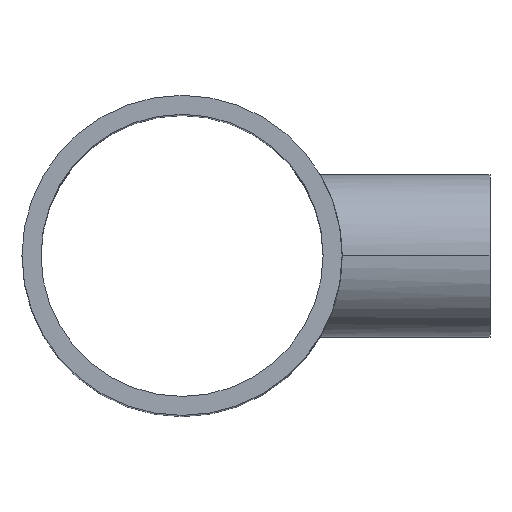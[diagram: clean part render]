
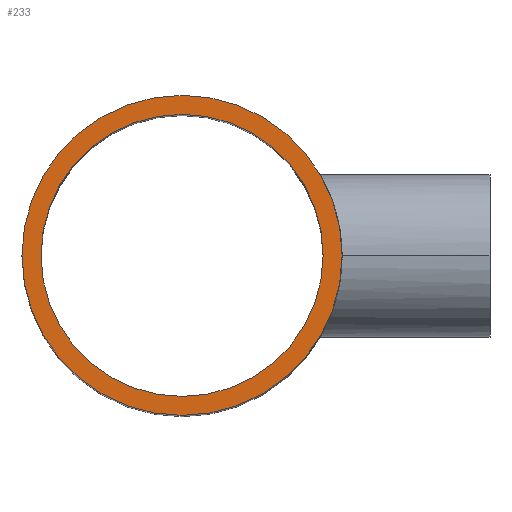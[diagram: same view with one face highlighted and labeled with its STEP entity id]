
A CAD part, top view. The second image highlights one B-rep face of the part: STEP entity #233.
In plain terms, the highlighted planar face has unit normal (0, 0, 1).
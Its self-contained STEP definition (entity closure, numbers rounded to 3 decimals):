
#1 = PLANE ( 'NONE',  #720 ) ;
#16 = AXIS2_PLACEMENT_3D ( 'NONE', #335, #559, #339 ) ;
#36 = ORIENTED_EDGE ( 'NONE', *, *, #324, .T. ) ;
#40 = EDGE_LOOP ( 'NONE', ( #486, #147 ) ) ;
#64 = EDGE_CURVE ( 'NONE', #481, #260, #414, .T. ) ;
#99 = CARTESIAN_POINT ( 'NONE',  ( 0., 0., 356. ) ) ;
#100 = AXIS2_PLACEMENT_3D ( 'NONE', #99, #497, #665 ) ;
#106 = DIRECTION ( 'NONE',  ( 1., 0., 0. ) ) ;
#114 = CARTESIAN_POINT ( 'NONE',  ( 0., 0., 356. ) ) ;
#126 = EDGE_CURVE ( 'NONE', #260, #481, #392, .T. ) ;
#147 = ORIENTED_EDGE ( 'NONE', *, *, #64, .F. ) ;
#167 = CARTESIAN_POINT ( 'NONE',  ( 0., 0., 356. ) ) ;
#195 = CARTESIAN_POINT ( 'NONE',  ( 138.8, 0., 356. ) ) ;
#207 = DIRECTION ( 'NONE',  ( 0., 0., 1. ) ) ;
#209 = VERTEX_POINT ( 'NONE', #612 ) ;
#217 = EDGE_CURVE ( 'NONE', #209, #466, #305, .T. ) ;
#220 = DIRECTION ( 'NONE',  ( 1., 0., 0. ) ) ;
#233 = ADVANCED_FACE ( 'NONE', ( #506, #503 ), #1, .T. ) ;
#242 = DIRECTION ( 'NONE',  ( 0., 0., 1. ) ) ;
#260 = VERTEX_POINT ( 'NONE', #438 ) ;
#272 = AXIS2_PLACEMENT_3D ( 'NONE', #606, #242, #512 ) ;
#305 = CIRCLE ( 'NONE', #16, 157.5 ) ;
#319 = EDGE_LOOP ( 'NONE', ( #446, #36 ) ) ;
#324 = EDGE_CURVE ( 'NONE', #466, #209, #589, .T. ) ;
#335 = CARTESIAN_POINT ( 'NONE',  ( 0., 0., 356. ) ) ;
#339 = DIRECTION ( 'NONE',  ( 1., 0., 0. ) ) ;
#392 = CIRCLE ( 'NONE', #694, 138.8 ) ;
#414 = CIRCLE ( 'NONE', #100, 138.8 ) ;
#438 = CARTESIAN_POINT ( 'NONE',  ( -138.8, 0., 356. ) ) ;
#446 = ORIENTED_EDGE ( 'NONE', *, *, #217, .T. ) ;
#466 = VERTEX_POINT ( 'NONE', #487 ) ;
#481 = VERTEX_POINT ( 'NONE', #195 ) ;
#486 = ORIENTED_EDGE ( 'NONE', *, *, #126, .F. ) ;
#487 = CARTESIAN_POINT ( 'NONE',  ( 157.5, 0., 356. ) ) ;
#497 = DIRECTION ( 'NONE',  ( 0., 0., 1. ) ) ;
#503 = FACE_BOUND ( 'NONE', #40, .T. ) ;
#506 = FACE_OUTER_BOUND ( 'NONE', #319, .T. ) ;
#512 = DIRECTION ( 'NONE',  ( 1., 0., 0. ) ) ;
#559 = DIRECTION ( 'NONE',  ( 0., 0., 1. ) ) ;
#589 = CIRCLE ( 'NONE', #272, 157.5 ) ;
#606 = CARTESIAN_POINT ( 'NONE',  ( 0., 0., 356. ) ) ;
#608 = DIRECTION ( 'NONE',  ( 0., 0., 1. ) ) ;
#612 = CARTESIAN_POINT ( 'NONE',  ( -157.5, 0., 356. ) ) ;
#665 = DIRECTION ( 'NONE',  ( 1., 0., 0. ) ) ;
#694 = AXIS2_PLACEMENT_3D ( 'NONE', #114, #608, #106 ) ;
#720 = AXIS2_PLACEMENT_3D ( 'NONE', #167, #207, #220 ) ;
